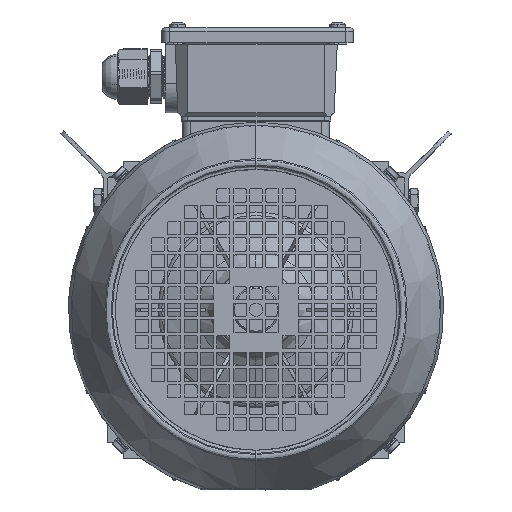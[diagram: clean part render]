
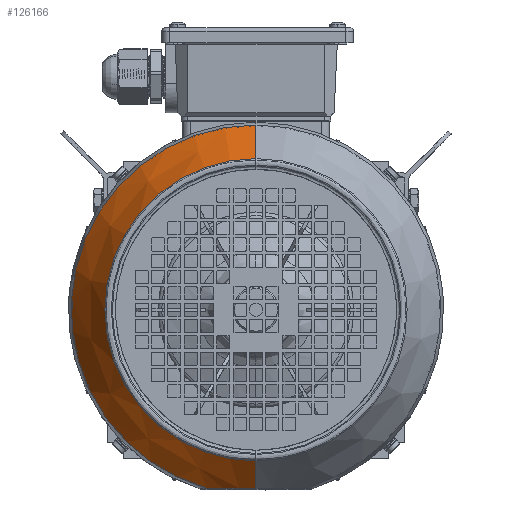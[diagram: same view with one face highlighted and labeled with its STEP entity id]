
A CAD part, top view. The second image highlights one B-rep face of the part: STEP entity #126166.
In plain terms, the highlighted conical face has half-angle 30 degrees and reference radius 113.258 mm.
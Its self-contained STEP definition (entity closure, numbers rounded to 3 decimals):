
#1160 = ORIENTED_EDGE ( 'NONE', *, *, #163807, .T. ) ;
#3504 = VERTEX_POINT ( 'NONE', #120089 ) ;
#10160 = CARTESIAN_POINT ( 'NONE',  ( -23.783, -127.05, 376.478 ) ) ;
#10714 = CARTESIAN_POINT ( 'NONE',  ( -11.526, -127.079, 377.729 ) ) ;
#11835 = CARTESIAN_POINT ( 'NONE',  ( -29.386, -127.018, 375.143 ) ) ;
#17213 = CIRCLE ( 'NONE', #127676, 113.258 ) ;
#17451 = B_SPLINE_CURVE_WITH_KNOTS ( 'NONE', 3,
 ( #76180, #127950, #99879, #112869, #61594, #11835, #50789, #101005, #62692, #24309, #164575, #100451, #152733, #87496, #10160, #50241, #139214, #88611, #75645, #166252, #63805, #126284, #152180, #140322, #153299, #114504, #10714, #75071 ),
 .UNSPECIFIED., .F., .F.,
 ( 4, 2, 2, 1, 1, 1, 1, 2, 2, 2, 1, 1, 2, 2, 2, 2, 4 ),
 ( 0., 0.125, 0.188, 0.219, 0.235, 0.242, 0.246, 0.248, 0.25, 0.313, 0.344, 0.36, 0.367, 0.375, 0.438, 0.469, 0.5 ),
 .UNSPECIFIED. ) ;
#18277 = CARTESIAN_POINT ( 'NONE',  ( -41.025, -126.923, 370.925 ) ) ;
#24309 = CARTESIAN_POINT ( 'NONE',  ( -26.597, -127.035, 375.859 ) ) ;
#38460 = CARTESIAN_POINT ( 'NONE',  ( -10.884, 74.849, 406.709 ) ) ;
#40389 = LINE ( 'NONE', #157448, #88750 ) ;
#50241 = CARTESIAN_POINT ( 'NONE',  ( -21.865, -127.059, 376.814 ) ) ;
#50789 = CARTESIAN_POINT ( 'NONE',  ( -28.469, -127.024, 375.394 ) ) ;
#53623 = EDGE_CURVE ( 'NONE', #165007, #127816, #40389, .T. ) ;
#53739 = CIRCLE ( 'NONE', #80944, 92.598 ) ;
#58107 = EDGE_CURVE ( 'NONE', #127816, #79322, #17213, .T. ) ;
#61594 = CARTESIAN_POINT ( 'NONE',  ( -31.219, -127.006, 374.617 ) ) ;
#62692 = CARTESIAN_POINT ( 'NONE',  ( -26.865, -127.034, 375.795 ) ) ;
#63805 = CARTESIAN_POINT ( 'NONE',  ( -18.817, -127.07, 377.247 ) ) ;
#65161 = DIRECTION ( 'NONE',  ( 0., 0.5, -0.866 ) ) ;
#68184 = ORIENTED_EDGE ( 'NONE', *, *, #145394, .T. ) ;
#71333 = DIRECTION ( 'NONE',  ( 0., 0., -1. ) ) ;
#72989 = DIRECTION ( 'NONE',  ( 0., -1., 0. ) ) ;
#75071 = CARTESIAN_POINT ( 'NONE',  ( -10.884, -127.079, 377.729 ) ) ;
#75645 = CARTESIAN_POINT ( 'NONE',  ( -19.298, -127.068, 377.188 ) ) ;
#76180 = CARTESIAN_POINT ( 'NONE',  ( -41.025, -126.923, 370.925 ) ) ;
#79322 = VERTEX_POINT ( 'NONE', #18277 ) ;
#80944 = AXIS2_PLACEMENT_3D ( 'NONE', #150140, #71333, #72989 ) ;
#81522 = DIRECTION ( 'NONE',  ( 0., -1., 0. ) ) ;
#82706 = CONICAL_SURFACE ( 'NONE', #113501, 113.258, 0.524 ) ;
#83597 = ORIENTED_EDGE ( 'NONE', *, *, #58107, .T. ) ;
#87496 = CARTESIAN_POINT ( 'NONE',  ( -25.058, -127.044, 376.218 ) ) ;
#88611 = CARTESIAN_POINT ( 'NONE',  ( -19.78, -127.067, 377.126 ) ) ;
#88750 = VECTOR ( 'NONE', #65161, 1000. ) ;
#90357 = CARTESIAN_POINT ( 'NONE',  ( -10.884, 95.509, 370.925 ) ) ;
#90759 = VERTEX_POINT ( 'NONE', #150606 ) ;
#99351 = DIRECTION ( 'NONE',  ( 0., -1., 0. ) ) ;
#99879 = CARTESIAN_POINT ( 'NONE',  ( -36.11, -126.969, 372.984 ) ) ;
#100451 = CARTESIAN_POINT ( 'NONE',  ( -26.406, -127.036, 375.904 ) ) ;
#101005 = CARTESIAN_POINT ( 'NONE',  ( -27.4, -127.031, 375.665 ) ) ;
#101925 = DIRECTION ( 'NONE',  ( 0., -0.5, -0.866 ) ) ;
#102975 = VECTOR ( 'NONE', #101925, 1000. ) ;
#104837 = FACE_OUTER_BOUND ( 'NONE', #133757, .T. ) ;
#106374 = ORIENTED_EDGE ( 'NONE', *, *, #53623, .T. ) ;
#106874 = CARTESIAN_POINT ( 'NONE',  ( -10.884, -17.749, 370.925 ) ) ;
#112869 = CARTESIAN_POINT ( 'NONE',  ( -32.441, -126.997, 374.234 ) ) ;
#113501 = AXIS2_PLACEMENT_3D ( 'NONE', #136491, #125757, #99351 ) ;
#114504 = CARTESIAN_POINT ( 'NONE',  ( -12.171, -127.079, 377.719 ) ) ;
#119185 = ORIENTED_EDGE ( 'NONE', *, *, #163543, .F. ) ;
#120089 = CARTESIAN_POINT ( 'NONE',  ( -10.884, -110.347, 406.709 ) ) ;
#125757 = DIRECTION ( 'NONE',  ( 0., 0., -1. ) ) ;
#126166 = ADVANCED_FACE ( 'NONE', ( #104837 ), #82706, .T. ) ;
#126284 = CARTESIAN_POINT ( 'NONE',  ( -17.348, -127.074, 377.421 ) ) ;
#127676 = AXIS2_PLACEMENT_3D ( 'NONE', #106874, #159177, #81522 ) ;
#127816 = VERTEX_POINT ( 'NONE', #90357 ) ;
#127950 = CARTESIAN_POINT ( 'NONE',  ( -38.561, -126.947, 372.02 ) ) ;
#133757 = EDGE_LOOP ( 'NONE', ( #68184, #106374, #83597, #1160, #119185 ) ) ;
#136491 = CARTESIAN_POINT ( 'NONE',  ( -10.884, -17.749, 370.925 ) ) ;
#139214 = CARTESIAN_POINT ( 'NONE',  ( -20.904, -127.063, 376.969 ) ) ;
#140322 = CARTESIAN_POINT ( 'NONE',  ( -14.107, -127.078, 377.652 ) ) ;
#141803 = CARTESIAN_POINT ( 'NONE',  ( -10.884, -131.007, 370.925 ) ) ;
#145278 = LINE ( 'NONE', #141803, #102975 ) ;
#145394 = EDGE_CURVE ( 'NONE', #3504, #165007, #53739, .T. ) ;
#150140 = CARTESIAN_POINT ( 'NONE',  ( -10.884, -17.749, 406.709 ) ) ;
#150606 = CARTESIAN_POINT ( 'NONE',  ( -10.884, -127.079, 377.729 ) ) ;
#152180 = CARTESIAN_POINT ( 'NONE',  ( -16.048, -127.076, 377.536 ) ) ;
#152733 = CARTESIAN_POINT ( 'NONE',  ( -26.369, -127.036, 375.912 ) ) ;
#153299 = CARTESIAN_POINT ( 'NONE',  ( -13.461, -127.079, 377.681 ) ) ;
#157448 = CARTESIAN_POINT ( 'NONE',  ( -10.884, 95.509, 370.925 ) ) ;
#159177 = DIRECTION ( 'NONE',  ( 0., 0., 1. ) ) ;
#163543 = EDGE_CURVE ( 'NONE', #3504, #90759, #145278, .T. ) ;
#163807 = EDGE_CURVE ( 'NONE', #79322, #90759, #17451, .T. ) ;
#164575 = CARTESIAN_POINT ( 'NONE',  ( -26.483, -127.036, 375.886 ) ) ;
#165007 = VERTEX_POINT ( 'NONE', #38460 ) ;
#166252 = CARTESIAN_POINT ( 'NONE',  ( -18.976, -127.069, 377.228 ) ) ;
